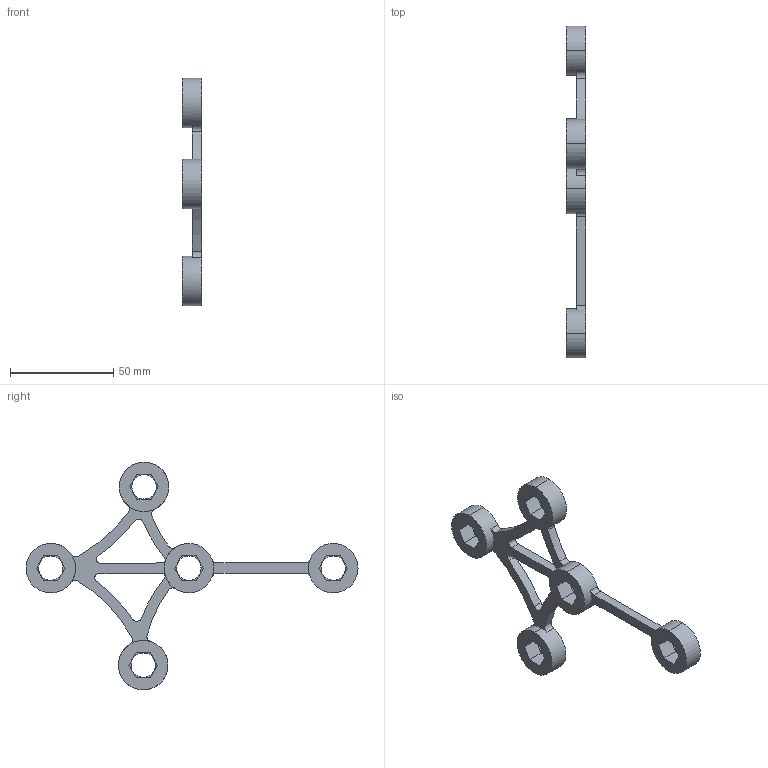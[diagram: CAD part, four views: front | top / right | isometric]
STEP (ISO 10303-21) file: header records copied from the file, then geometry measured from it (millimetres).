
FILE_DESCRIPTION (( 'STEP AP214' ), '1' );
FILE_NAME ('StylusToolBody.STEP', '2023-11-11T19:04:02', ( '' ), ( '' ), 'SwSTEP 2.0', 'SolidWorks 2022', '' );
FILE_SCHEMA (( 'AUTOMOTIVE_DESIGN' ));
Length unit declared in the file: millimetre
Products named in the file (1): StylusToolBody
Bounding box: 9.6 x 161.01 x 110.44 mm (x, y, z)
Volume: 20702.4 mm3; surface area: 12740.7 mm2
Topology: 1 solids, 1 shells, 109 faces, 296 edges, 194 vertices
Faces by surface type: cylinder 52, plane 47, cone 10
Entity records: 3538 total; most frequent: DIRECTION 642, CARTESIAN_POINT 600, ORIENTED_EDGE 592, EDGE_CURVE 296, AXIS2_PLACEMENT_3D 236, VERTEX_POINT 194, VECTOR 170, LINE 170
